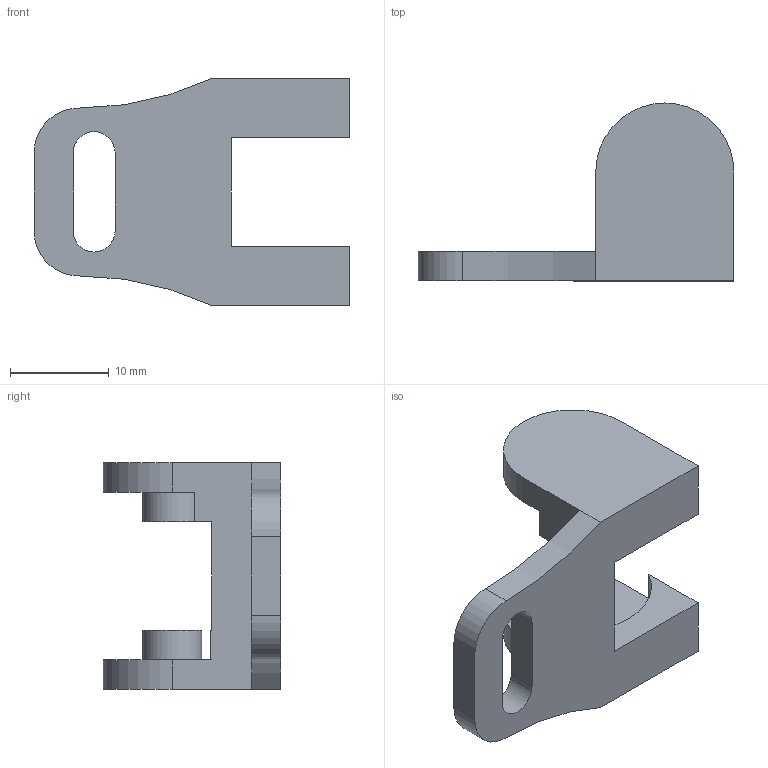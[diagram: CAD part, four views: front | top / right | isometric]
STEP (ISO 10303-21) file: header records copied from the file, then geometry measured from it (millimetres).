
FILE_DESCRIPTION(/* description */ (''),/* implementation_level */ '2;1');
FILE_NAME(/* name */ '',/* time_stamp */ '2025-02-13T19:53:20+03:00',/* author */ ('Phantom'),/* organization */ (''),/* preprocessor_version */ 'ST-DEVELOPER v20',/* originating_system */ 'Autodesk Inventor 2025',/* authorisation */ '');
FILE_SCHEMA (('AUTOMOTIVE_DESIGN { 1 0 10303 214 3 1 1 }'));
Length unit declared in the file: millimetre
Products named in the file (1): кабельканал встав
Bounding box: 32 x 18 x 23 mm (x, y, z)
Volume: 2917.3 mm3; surface area: 2553.3 mm2
Topology: 1 solids, 1 shells, 40 faces, 106 edges, 70 vertices
Faces by surface type: plane 26, cylinder 14
Full cylindrical faces by diameter (mm): 6 x2
Entity records: 1291 total; most frequent: DIRECTION 218, CARTESIAN_POINT 217, ORIENTED_EDGE 212, EDGE_CURVE 106, LINE 76, VECTOR 76, AXIS2_PLACEMENT_3D 71, VERTEX_POINT 70
